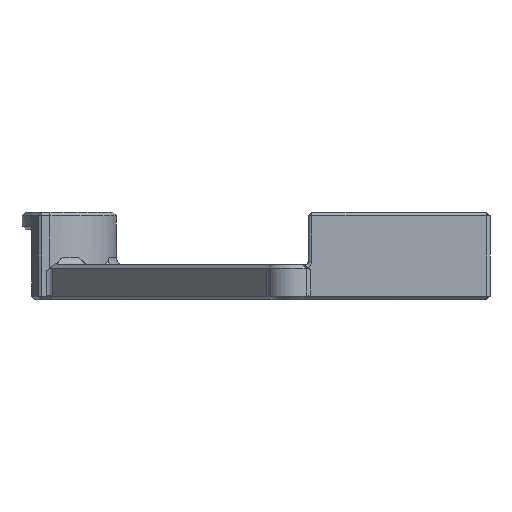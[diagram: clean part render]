
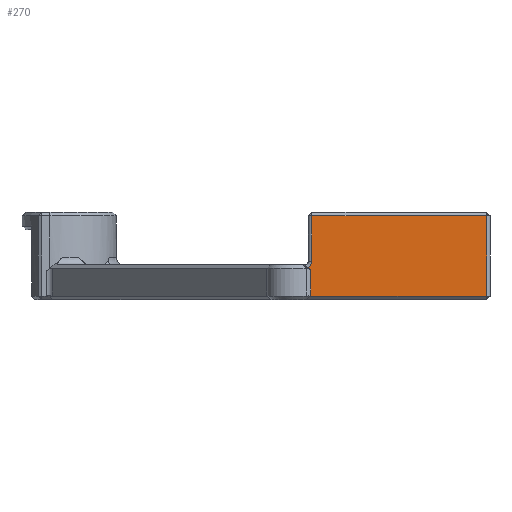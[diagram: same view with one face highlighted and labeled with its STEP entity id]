
A CAD part, left-side view. The second image highlights one B-rep face of the part: STEP entity #270.
In plain terms, the highlighted planar face has unit normal (-1, 0, 0).
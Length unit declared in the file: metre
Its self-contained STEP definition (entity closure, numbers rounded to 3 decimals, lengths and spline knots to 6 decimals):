
#270 = ADVANCED_FACE( '', ( #689 ), #690, .F. );
#689 = FACE_OUTER_BOUND( '', #1262, .T. );
#690 = PLANE( '', #1263 );
#1262 = EDGE_LOOP( '', ( #1989, #1990, #1991, #1992, #1993, #1994, #1995 ) );
#1263 = AXIS2_PLACEMENT_3D( '', #1996, #1997, #1998 );
#1989 = ORIENTED_EDGE( '', *, *, #3503, .T. );
#1990 = ORIENTED_EDGE( '', *, *, #3504, .T. );
#1991 = ORIENTED_EDGE( '', *, *, #3505, .T. );
#1992 = ORIENTED_EDGE( '', *, *, #3506, .T. );
#1993 = ORIENTED_EDGE( '', *, *, #3489, .T. );
#1994 = ORIENTED_EDGE( '', *, *, #3507, .T. );
#1995 = ORIENTED_EDGE( '', *, *, #3508, .T. );
#1996 = CARTESIAN_POINT( '', ( -0.0455, -0.09178, 0.023 ) );
#1997 = DIRECTION( '', ( 1., 0., 0. ) );
#1998 = DIRECTION( '', ( 0., -1., 0. ) );
#3489 = EDGE_CURVE( '', #4206, #4204, #4207, .T. );
#3503 = EDGE_CURVE( '', #4230, #4231, #4232, .T. );
#3504 = EDGE_CURVE( '', #4231, #4233, #4234, .T. );
#3505 = EDGE_CURVE( '', #4233, #4235, #4236, .T. );
#3506 = EDGE_CURVE( '', #4235, #4206, #4237, .F. );
#3507 = EDGE_CURVE( '', #4204, #4238, #4239, .T. );
#3508 = EDGE_CURVE( '', #4238, #4230, #4240, .T. );
#4204 = VERTEX_POINT( '', #5180 );
#4206 = VERTEX_POINT( '', #5183 );
#4207 = LINE( '', #5184, #5185 );
#4230 = VERTEX_POINT( '', #5220 );
#4231 = VERTEX_POINT( '', #5221 );
#4232 = B_SPLINE_CURVE_WITH_KNOTS( '', 3, ( #5222, #5223, #5224, #5225 ), .UNSPECIFIED., .F., .F., ( 4, 4 ), ( 0., 0.001003 ), .UNSPECIFIED. );
#4233 = VERTEX_POINT( '', #5226 );
#4234 = LINE( '', #5227, #5228 );
#4235 = VERTEX_POINT( '', #5229 );
#4236 = LINE( '', #5230, #5231 );
#4237 = LINE( '', #5232, #5233 );
#4238 = VERTEX_POINT( '', #5234 );
#4239 = LINE( '', #5235, #5236 );
#4240 = CIRCLE( '', #5237, 0.002 );
#5180 = CARTESIAN_POINT( '', ( -0.0455, -0.001, 0.022 ) );
#5183 = CARTESIAN_POINT( '', ( -0.0455, -0.051, 0.022 ) );
#5184 = CARTESIAN_POINT( '', ( -0.0455, -0.09178, 0.022 ) );
#5185 = VECTOR( '', #6330, 1. );
#5220 = CARTESIAN_POINT( '', ( -0.0455, 0.000252, 0.007145 ) );
#5221 = CARTESIAN_POINT( '', ( -0.0455, -0.000607, 0.006628 ) );
#5222 = CARTESIAN_POINT( '', ( -0.0455, 0.000252, 0.007145 ) );
#5223 = CARTESIAN_POINT( '', ( -0.0455, -0.000039, 0.006981 ) );
#5224 = CARTESIAN_POINT( '', ( -0.0455, -0.000325, 0.006808 ) );
#5225 = CARTESIAN_POINT( '', ( -0.0455, -0.000607, 0.006628 ) );
#5226 = CARTESIAN_POINT( '', ( -0.0455, -0.000607, -0.001 ) );
#5227 = CARTESIAN_POINT( '', ( -0.0455, -0.000607, 0.023 ) );
#5228 = VECTOR( '', #6339, 1. );
#5229 = CARTESIAN_POINT( '', ( -0.0455, -0.051, -0.001 ) );
#5230 = CARTESIAN_POINT( '', ( -0.0455, -0.051, -0.001 ) );
#5231 = VECTOR( '', #6340, 1. );
#5232 = CARTESIAN_POINT( '', ( -0.0455, -0.051, 0.023 ) );
#5233 = VECTOR( '', #6341, 1. );
#5234 = CARTESIAN_POINT( '', ( -0.0455, -0.001, 0.009 ) );
#5235 = CARTESIAN_POINT( '', ( -0.0455, -0.001, 0.023 ) );
#5236 = VECTOR( '', #6342, 1. );
#5237 = AXIS2_PLACEMENT_3D( '', #6343, #6344, #6345 );
#6330 = DIRECTION( '', ( 0., 1., 0. ) );
#6339 = DIRECTION( '', ( 0., 0., -1. ) );
#6340 = DIRECTION( '', ( 0., -1., 0. ) );
#6341 = DIRECTION( '', ( 0., 0., -1. ) );
#6342 = DIRECTION( '', ( 0., 0., -1. ) );
#6343 = CARTESIAN_POINT( '', ( -0.0455, 0.001, 0.009 ) );
#6344 = DIRECTION( '', ( 1., 0., 0. ) );
#6345 = DIRECTION( '', ( 0., -1., 0. ) );
